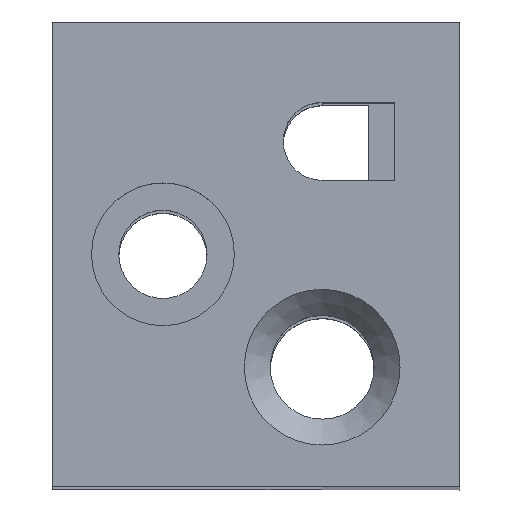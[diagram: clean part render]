
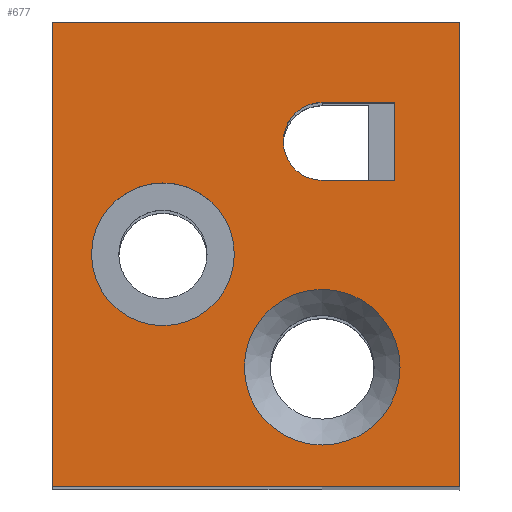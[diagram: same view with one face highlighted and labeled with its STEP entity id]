
A CAD part, top view. The second image highlights one B-rep face of the part: STEP entity #677.
In plain terms, the highlighted planar face has unit normal (0, 0, 1).
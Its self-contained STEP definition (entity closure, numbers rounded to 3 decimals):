
#28=FACE_BOUND('',#109,.T.);
#29=FACE_BOUND('',#110,.T.);
#30=FACE_BOUND('',#111,.T.);
#44=CIRCLE('',#728,3.);
#45=CIRCLE('',#729,1.5);
#46=CIRCLE('',#730,2.75);
#72=FACE_OUTER_BOUND('',#108,.T.);
#108=EDGE_LOOP('',(#479,#480,#481,#482));
#109=EDGE_LOOP('',(#483));
#110=EDGE_LOOP('',(#484,#485,#486,#487));
#111=EDGE_LOOP('',(#488));
#169=LINE('',#1008,#241);
#174=LINE('',#1019,#246);
#175=LINE('',#1021,#247);
#176=LINE('',#1023,#248);
#177=LINE('',#1024,#249);
#178=LINE('',#1030,#250);
#179=LINE('',#1031,#251);
#241=VECTOR('',#804,10.);
#246=VECTOR('',#813,10.);
#247=VECTOR('',#814,10.);
#248=VECTOR('',#815,10.);
#249=VECTOR('',#816,10.);
#250=VECTOR('',#821,10.);
#251=VECTOR('',#822,10.);
#312=VERTEX_POINT('',#1005);
#313=VERTEX_POINT('',#1007);
#316=VERTEX_POINT('',#1017);
#317=VERTEX_POINT('',#1018);
#318=VERTEX_POINT('',#1020);
#319=VERTEX_POINT('',#1022);
#320=VERTEX_POINT('',#1025);
#321=VERTEX_POINT('',#1027);
#322=VERTEX_POINT('',#1029);
#323=VERTEX_POINT('',#1032);
#375=EDGE_CURVE('',#313,#312,#169,.T.);
#380=EDGE_CURVE('',#316,#317,#174,.T.);
#381=EDGE_CURVE('',#318,#316,#175,.T.);
#382=EDGE_CURVE('',#318,#319,#176,.T.);
#383=EDGE_CURVE('',#319,#317,#177,.T.);
#384=EDGE_CURVE('',#320,#320,#44,.T.);
#385=EDGE_CURVE('',#313,#321,#45,.T.);
#386=EDGE_CURVE('',#312,#322,#178,.T.);
#387=EDGE_CURVE('',#322,#321,#179,.T.);
#388=EDGE_CURVE('',#323,#323,#46,.T.);
#479=ORIENTED_EDGE('',*,*,#380,.F.);
#480=ORIENTED_EDGE('',*,*,#381,.F.);
#481=ORIENTED_EDGE('',*,*,#382,.T.);
#482=ORIENTED_EDGE('',*,*,#383,.T.);
#483=ORIENTED_EDGE('',*,*,#384,.F.);
#484=ORIENTED_EDGE('',*,*,#385,.F.);
#485=ORIENTED_EDGE('',*,*,#375,.T.);
#486=ORIENTED_EDGE('',*,*,#386,.T.);
#487=ORIENTED_EDGE('',*,*,#387,.T.);
#488=ORIENTED_EDGE('',*,*,#388,.T.);
#654=PLANE('',#727);
#677=ADVANCED_FACE('',(#72,#28,#29,#30),#654,.T.);
#727=AXIS2_PLACEMENT_3D('',#1016,#811,#812);
#728=AXIS2_PLACEMENT_3D('',#1026,#817,#818);
#729=AXIS2_PLACEMENT_3D('',#1028,#819,#820);
#730=AXIS2_PLACEMENT_3D('',#1033,#823,#824);
#804=DIRECTION('',(1.,0.,0.));
#811=DIRECTION('center_axis',(0.,0.,
1.));
#812=DIRECTION('ref_axis',(0.,-1.,0.));
#813=DIRECTION('',(0.,-1.,0.));
#814=DIRECTION('',(1.,0.,0.));
#815=DIRECTION('',(0.,-1.,0.));
#816=DIRECTION('',(1.,0.,0.));
#817=DIRECTION('center_axis',(0.,0.,
1.));
#818=DIRECTION('ref_axis',(0.,-1.,0.));
#819=DIRECTION('center_axis',(0.,0.,
1.));
#820=DIRECTION('ref_axis',(0.,-1.,0.));
#821=DIRECTION('',(0.,-1.,0.));
#822=DIRECTION('',(-1.,0.,0.));
#823=DIRECTION('center_axis',(0.,0.,
-1.));
#824=DIRECTION('ref_axis',(0.,-1.,0.));
#1005=CARTESIAN_POINT('',(2.299,95.319,-30.61));
#1007=CARTESIAN_POINT('',(-0.501,95.319,-30.61));
#1008=CARTESIAN_POINT('',(-3.101,95.319,-30.61));
#1016=CARTESIAN_POINT('Origin',(-3.638,89.469,-30.61));
#1017=CARTESIAN_POINT('',(4.799,98.419,-30.61));
#1018=CARTESIAN_POINT('',(4.799,80.519,-30.61));
#1019=CARTESIAN_POINT('',(4.799,80.519,-30.61));
#1020=CARTESIAN_POINT('',(-10.901,98.419,-30.61));
#1021=CARTESIAN_POINT('',(3.799,98.419,-30.61));
#1022=CARTESIAN_POINT('',(-10.901,80.519,-30.61));
#1023=CARTESIAN_POINT('',(-10.901,98.419,-30.61));
#1024=CARTESIAN_POINT('',(-10.901,80.519,-30.61));
#1025=CARTESIAN_POINT('',(-0.501,88.119,-30.61));
#1026=CARTESIAN_POINT('Origin',(-0.501,85.119,-30.61));
#1027=CARTESIAN_POINT('',(-0.501,92.319,-30.61));
#1028=CARTESIAN_POINT('Origin',(-0.501,93.819,-30.61));
#1029=CARTESIAN_POINT('',(2.299,92.319,-30.61));
#1030=CARTESIAN_POINT('',(2.299,95.319,-30.61));
#1031=CARTESIAN_POINT('',(0.299,92.319,-30.61));
#1032=CARTESIAN_POINT('',(-6.638,92.219,-30.61));
#1033=CARTESIAN_POINT('Origin',(-6.638,89.469,-30.61));
